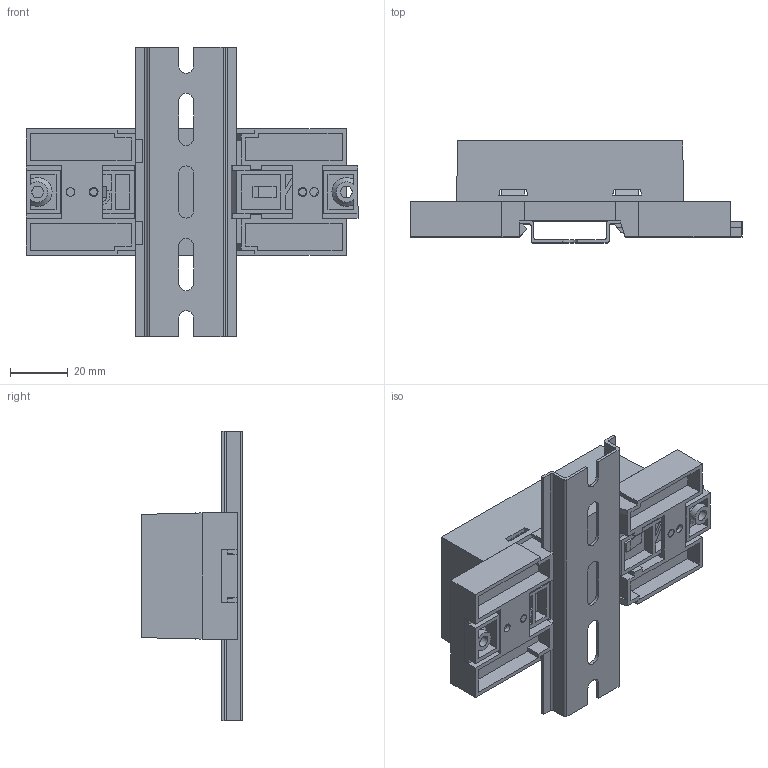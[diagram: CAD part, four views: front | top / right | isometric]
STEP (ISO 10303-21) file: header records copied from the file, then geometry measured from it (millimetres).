
FILE_DESCRIPTION (( 'STEP AP214' ), '1' );
FILE_NAME ('TPCS-43-05.STEP', '2022-01-17T12:43:13', ( '' ), ( '' ), 'SwSTEP 2.0', 'SolidWorks 2017', '' );
FILE_SCHEMA (( 'AUTOMOTIVE_DESIGN' ));
Length unit declared in the file: millimetre
Products named in the file (16): Screw-small; Rail-35; Base PCB - TPP-43-0; Base Plate - TBP-43-0; TPCS-43-05; Top Cover-TTPS-43; Clip-Big; Clip-Small
Assembly tree (8 placements, depth 2):
  Rail-35
  Base PCB - TPP-43-0
  Base Plate - TBP-43-0
  TPCS-43-05
    Base Plate - TBP-43-0
    Clip-Big
    Clip-Small
    Rail-35
    Base PCB - TPP-43-0
    Screw-small  x2
    Top Cover-TTPS-43
  Screw-small
Bounding box: 114.5 x 35.1 x 100 mm (x, y, z)
Volume: 40262.8 mm3; surface area: 57781.2 mm2
Topology: 8 solids, 8 shells, 603 faces, 1722 edges, 1125 vertices
Faces by surface type: plane 415, cylinder 162, cone 20, torus 6
Entity records: 19397 total; most frequent: CARTESIAN_POINT 3421, ORIENTED_EDGE 3294, DIRECTION 3119, EDGE_CURVE 1647, LINE 1287, VECTOR 1287, VERTEX_POINT 1078, AXIS2_PLACEMENT_3D 916
